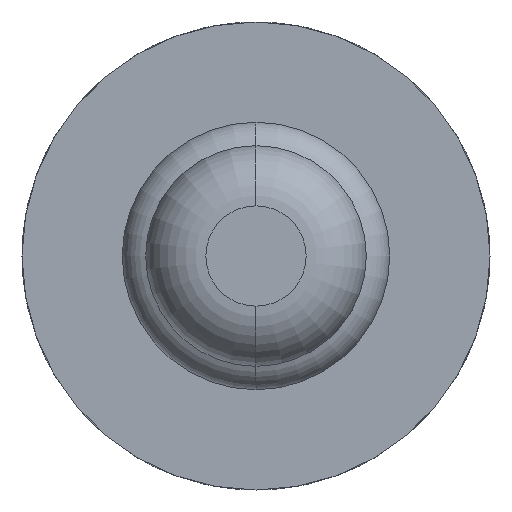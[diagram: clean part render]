
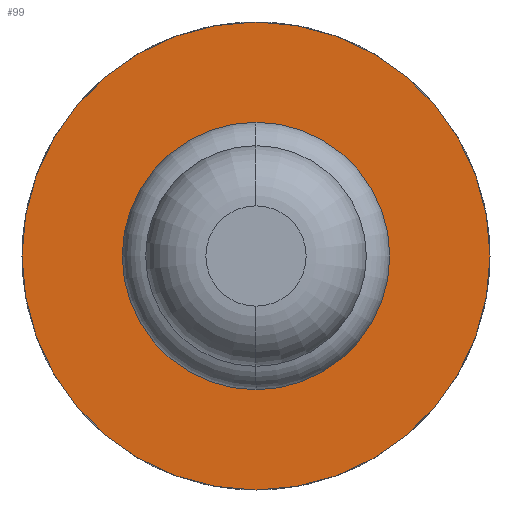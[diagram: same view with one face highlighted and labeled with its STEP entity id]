
A CAD part, front view. The second image highlights one B-rep face of the part: STEP entity #99.
In plain terms, the highlighted planar face has unit normal (0, -1, 0).
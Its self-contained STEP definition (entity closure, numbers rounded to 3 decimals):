
#99 = ADVANCED_FACE ( 'Defeature ausgef�hrt1_32', ( #241, #115 ), #2353, .F. ) ;
#115 = FACE_BOUND ( 'NONE', #123, .T. ) ;
#123 = EDGE_LOOP ( 'NONE', ( #4895, #2934 ) ) ;
#241 = FACE_OUTER_BOUND ( 'NONE', #5820, .T. ) ;
#560 = AXIS2_PLACEMENT_3D ( 'NONE', #2602, #5762, #5781 ) ;
#584 = CIRCLE ( 'NONE', #560, 1.75 ) ;
#670 = AXIS2_PLACEMENT_3D ( 'NONE', #2613, #4476, #2660 ) ;
#1000 = ORIENTED_EDGE ( 'NONE', *, *, #2972, .F. ) ;
#1041 = ORIENTED_EDGE ( 'NONE', *, *, #1906, .F. ) ;
#1813 = DIRECTION ( 'NONE',  ( 0., 1., 0. ) ) ;
#1858 = CARTESIAN_POINT ( 'NONE',  ( 1.75, 5., 0. ) ) ;
#1906 = EDGE_CURVE ( 'Defeature ausgef�hrt1_31+Defeature ausgef�hrt1_32+Defeature ausgef�hrt1_32+Defeature ausgef�hrt1_32', #4207, #5288, #2484, .T. ) ;
#1974 = AXIS2_PLACEMENT_3D ( 'NONE', #5109, #4174, #3259 ) ;
#2353 = PLANE ( 'NONE',  #1974 ) ;
#2484 = CIRCLE ( 'NONE', #4810, 1.75 ) ;
#2602 = CARTESIAN_POINT ( 'NONE',  ( 0., 5., 0. ) ) ;
#2613 = CARTESIAN_POINT ( 'NONE',  ( 0., 5., 0. ) ) ;
#2660 = DIRECTION ( 'NONE',  ( -1., 0., 0. ) ) ;
#2746 = DIRECTION ( 'NONE',  ( -1., 0., 0. ) ) ;
#2934 = ORIENTED_EDGE ( 'NONE', *, *, #3105, .T. ) ;
#2972 = EDGE_CURVE ( 'Defeature ausgef�hrt1_31+Defeature ausgef�hrt1_32+Defeature ausgef�hrt1_32+Defeature ausgef�hrt1_32', #5288, #4207, #584, .T. ) ;
#3017 = CARTESIAN_POINT ( 'NONE',  ( 0.64, 5., 0. ) ) ;
#3105 = EDGE_CURVE ( 'Defeature ausgef�hrt1_32+Defeature ausgef�hrt1_10+Defeature ausgef�hrt1_10+Defeature ausgef�hrt1_10', #4449, #5026, #3469, .T. ) ;
#3183 = CARTESIAN_POINT ( 'NONE',  ( -0.64, 5., 0. ) ) ;
#3259 = DIRECTION ( 'NONE',  ( -1., 0., 0. ) ) ;
#3460 = AXIS2_PLACEMENT_3D ( 'NONE', #4933, #1813, #4521 ) ;
#3469 = CIRCLE ( 'NONE', #3460, 0.64 ) ;
#3600 = CARTESIAN_POINT ( 'NONE',  ( 0., 5., 0. ) ) ;
#3617 = DIRECTION ( 'NONE',  ( 0., 1., 0. ) ) ;
#4174 = DIRECTION ( 'NONE',  ( 0., 1., 0. ) ) ;
#4207 = VERTEX_POINT ( 'NONE', #4798 ) ;
#4449 = VERTEX_POINT ( 'NONE', #3017 ) ;
#4476 = DIRECTION ( 'NONE',  ( 0., 1., 0. ) ) ;
#4521 = DIRECTION ( 'NONE',  ( -1., 0., 0. ) ) ;
#4798 = CARTESIAN_POINT ( 'NONE',  ( -1.75, 5., 0. ) ) ;
#4810 = AXIS2_PLACEMENT_3D ( 'NONE', #3600, #3617, #2746 ) ;
#4895 = ORIENTED_EDGE ( 'NONE', *, *, #4999, .T. ) ;
#4933 = CARTESIAN_POINT ( 'NONE',  ( 0., 5., 0. ) ) ;
#4999 = EDGE_CURVE ( 'Defeature ausgef�hrt1_32+Defeature ausgef�hrt1_10+Defeature ausgef�hrt1_10+Defeature ausgef�hrt1_10', #5026, #4449, #5659, .T. ) ;
#5026 = VERTEX_POINT ( 'NONE', #3183 ) ;
#5109 = CARTESIAN_POINT ( 'NONE',  ( 1.75, 5., 0. ) ) ;
#5288 = VERTEX_POINT ( 'NONE', #1858 ) ;
#5659 = CIRCLE ( 'NONE', #670, 0.64 ) ;
#5762 = DIRECTION ( 'NONE',  ( 0., 1., 0. ) ) ;
#5781 = DIRECTION ( 'NONE',  ( -1., 0., 0. ) ) ;
#5820 = EDGE_LOOP ( 'NONE', ( #1041, #1000 ) ) ;
